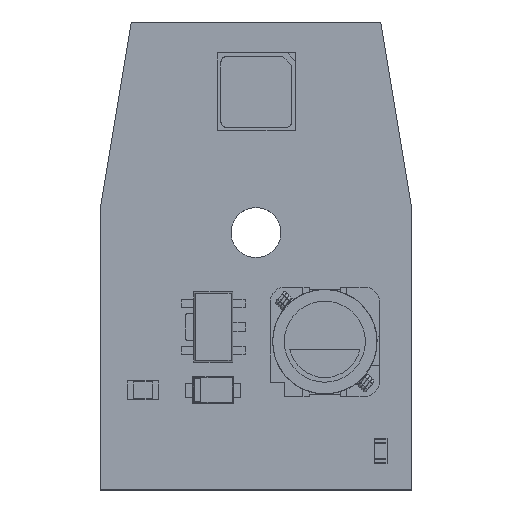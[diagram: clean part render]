
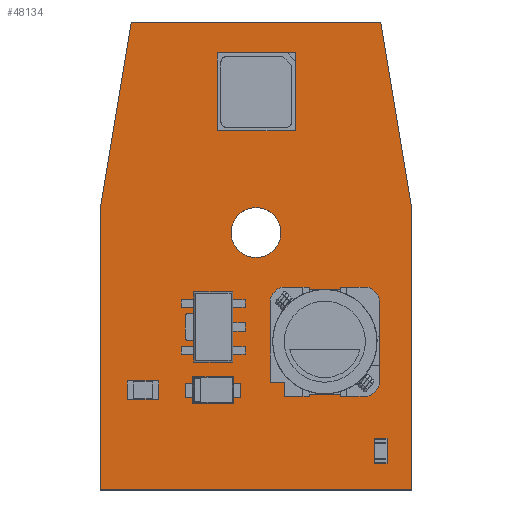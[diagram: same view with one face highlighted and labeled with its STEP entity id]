
A CAD part, top view. The second image highlights one B-rep face of the part: STEP entity #48134.
In plain terms, the highlighted planar face has unit normal (0, 0, 1).
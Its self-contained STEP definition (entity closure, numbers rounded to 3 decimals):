
#47756 = VERTEX_POINT('',#47757);
#47757 = CARTESIAN_POINT('',(122.,-55.,1.6));
#47764 = PLANE('',#47765);
#47765 = AXIS2_PLACEMENT_3D('',#47766,#47767,#47768);
#47766 = CARTESIAN_POINT('',(122.,-55.,0.));
#47767 = DIRECTION('',(1.,0.,-0.));
#47768 = DIRECTION('',(0.,-1.,0.));
#47776 = PLANE('',#47777);
#47777 = AXIS2_PLACEMENT_3D('',#47778,#47779,#47780);
#47778 = CARTESIAN_POINT('',(120.,-43.,0.));
#47779 = DIRECTION('',(0.986,0.164,-0.));
#47780 = DIRECTION('',(0.164,-0.986,0.));
#47788 = EDGE_CURVE('',#47756,#47789,#47791,.T.);
#47789 = VERTEX_POINT('',#47790);
#47790 = CARTESIAN_POINT('',(122.,-73.,1.6));
#47791 = SURFACE_CURVE('',#47792,(#47796,#47803),.PCURVE_S1.);
#47792 = LINE('',#47793,#47794);
#47793 = CARTESIAN_POINT('',(122.,-55.,1.6));
#47794 = VECTOR('',#47795,1.);
#47795 = DIRECTION('',(0.,-1.,0.));
#47796 = PCURVE('',#47764,#47797);
#47797 = DEFINITIONAL_REPRESENTATION('',(#47798),#47802);
#47798 = LINE('',#47799,#47800);
#47799 = CARTESIAN_POINT('',(0.,-1.6));
#47800 = VECTOR('',#47801,1.);
#47801 = DIRECTION('',(1.,0.));
#47802 = ( GEOMETRIC_REPRESENTATION_CONTEXT(2) 
PARAMETRIC_REPRESENTATION_CONTEXT() REPRESENTATION_CONTEXT('2D SPACE',''
  ) );
#47803 = PCURVE('',#47804,#47809);
#47804 = PLANE('',#47805);
#47805 = AXIS2_PLACEMENT_3D('',#47806,#47807,#47808);
#47806 = CARTESIAN_POINT('',(112.,-58.592,1.6));
#47807 = DIRECTION('',(-0.,-0.,-1.));
#47808 = DIRECTION('',(-1.,0.,0.));
#47809 = DEFINITIONAL_REPRESENTATION('',(#47810),#47814);
#47810 = LINE('',#47811,#47812);
#47811 = CARTESIAN_POINT('',(-10.,3.592));
#47812 = VECTOR('',#47813,1.);
#47813 = DIRECTION('',(0.,-1.));
#47814 = ( GEOMETRIC_REPRESENTATION_CONTEXT(2) 
PARAMETRIC_REPRESENTATION_CONTEXT() REPRESENTATION_CONTEXT('2D SPACE',''
  ) );
#47832 = PLANE('',#47833);
#47833 = AXIS2_PLACEMENT_3D('',#47834,#47835,#47836);
#47834 = CARTESIAN_POINT('',(122.,-73.,0.));
#47835 = DIRECTION('',(0.,-1.,0.));
#47836 = DIRECTION('',(-1.,0.,0.));
#47876 = VERTEX_POINT('',#47877);
#47877 = CARTESIAN_POINT('',(120.,-43.,1.6));
#47891 = PLANE('',#47892);
#47892 = AXIS2_PLACEMENT_3D('',#47893,#47894,#47895);
#47893 = CARTESIAN_POINT('',(104.,-43.,0.));
#47894 = DIRECTION('',(0.,1.,0.));
#47895 = DIRECTION('',(1.,0.,0.));
#47903 = EDGE_CURVE('',#47876,#47756,#47904,.T.);
#47904 = SURFACE_CURVE('',#47905,(#47909,#47916),.PCURVE_S1.);
#47905 = LINE('',#47906,#47907);
#47906 = CARTESIAN_POINT('',(120.,-43.,1.6));
#47907 = VECTOR('',#47908,1.);
#47908 = DIRECTION('',(0.164,-0.986,0.));
#47909 = PCURVE('',#47776,#47910);
#47910 = DEFINITIONAL_REPRESENTATION('',(#47911),#47915);
#47911 = LINE('',#47912,#47913);
#47912 = CARTESIAN_POINT('',(0.,-1.6));
#47913 = VECTOR('',#47914,1.);
#47914 = DIRECTION('',(1.,0.));
#47915 = ( GEOMETRIC_REPRESENTATION_CONTEXT(2) 
PARAMETRIC_REPRESENTATION_CONTEXT() REPRESENTATION_CONTEXT('2D SPACE',''
  ) );
#47916 = PCURVE('',#47804,#47917);
#47917 = DEFINITIONAL_REPRESENTATION('',(#47918),#47922);
#47918 = LINE('',#47919,#47920);
#47919 = CARTESIAN_POINT('',(-8.,15.592));
#47920 = VECTOR('',#47921,1.);
#47921 = DIRECTION('',(-0.164,-0.986));
#47922 = ( GEOMETRIC_REPRESENTATION_CONTEXT(2) 
PARAMETRIC_REPRESENTATION_CONTEXT() REPRESENTATION_CONTEXT('2D SPACE',''
  ) );
#47950 = EDGE_CURVE('',#47789,#47951,#47953,.T.);
#47951 = VERTEX_POINT('',#47952);
#47952 = CARTESIAN_POINT('',(102.,-73.,1.6));
#47953 = SURFACE_CURVE('',#47954,(#47958,#47965),.PCURVE_S1.);
#47954 = LINE('',#47955,#47956);
#47955 = CARTESIAN_POINT('',(122.,-73.,1.6));
#47956 = VECTOR('',#47957,1.);
#47957 = DIRECTION('',(-1.,0.,0.));
#47958 = PCURVE('',#47832,#47959);
#47959 = DEFINITIONAL_REPRESENTATION('',(#47960),#47964);
#47960 = LINE('',#47961,#47962);
#47961 = CARTESIAN_POINT('',(0.,-1.6));
#47962 = VECTOR('',#47963,1.);
#47963 = DIRECTION('',(1.,0.));
#47964 = ( GEOMETRIC_REPRESENTATION_CONTEXT(2) 
PARAMETRIC_REPRESENTATION_CONTEXT() REPRESENTATION_CONTEXT('2D SPACE',''
  ) );
#47965 = PCURVE('',#47804,#47966);
#47966 = DEFINITIONAL_REPRESENTATION('',(#47967),#47971);
#47967 = LINE('',#47968,#47969);
#47968 = CARTESIAN_POINT('',(-10.,-14.408));
#47969 = VECTOR('',#47970,1.);
#47970 = DIRECTION('',(1.,0.));
#47971 = ( GEOMETRIC_REPRESENTATION_CONTEXT(2) 
PARAMETRIC_REPRESENTATION_CONTEXT() REPRESENTATION_CONTEXT('2D SPACE',''
  ) );
#47989 = PLANE('',#47990);
#47990 = AXIS2_PLACEMENT_3D('',#47991,#47992,#47993);
#47991 = CARTESIAN_POINT('',(102.,-73.,0.));
#47992 = DIRECTION('',(-1.,0.,0.));
#47993 = DIRECTION('',(0.,1.,0.));
#48066 = PLANE('',#48067);
#48067 = AXIS2_PLACEMENT_3D('',#48068,#48069,#48070);
#48068 = CARTESIAN_POINT('',(102.,-55.,0.));
#48069 = DIRECTION('',(-0.986,0.164,0.));
#48070 = DIRECTION('',(0.164,0.986,0.));
#48123 = CYLINDRICAL_SURFACE('',#48124,1.6);
#48124 = AXIS2_PLACEMENT_3D('',#48125,#48126,#48127);
#48125 = CARTESIAN_POINT('',(112.,-56.5,0.));
#48126 = DIRECTION('',(0.,0.,1.));
#48127 = DIRECTION('',(1.,0.,-0.));
#48134 = ADVANCED_FACE('',(#48135,#48207),#47804,.F.);
#48135 = FACE_BOUND('',#48136,.F.);
#48136 = EDGE_LOOP('',(#48137,#48138,#48139,#48162,#48185,#48206));
#48137 = ORIENTED_EDGE('',*,*,#47788,.T.);
#48138 = ORIENTED_EDGE('',*,*,#47950,.T.);
#48139 = ORIENTED_EDGE('',*,*,#48140,.T.);
#48140 = EDGE_CURVE('',#47951,#48141,#48143,.T.);
#48141 = VERTEX_POINT('',#48142);
#48142 = CARTESIAN_POINT('',(102.,-55.,1.6));
#48143 = SURFACE_CURVE('',#48144,(#48148,#48155),.PCURVE_S1.);
#48144 = LINE('',#48145,#48146);
#48145 = CARTESIAN_POINT('',(102.,-73.,1.6));
#48146 = VECTOR('',#48147,1.);
#48147 = DIRECTION('',(0.,1.,0.));
#48148 = PCURVE('',#47804,#48149);
#48149 = DEFINITIONAL_REPRESENTATION('',(#48150),#48154);
#48150 = LINE('',#48151,#48152);
#48151 = CARTESIAN_POINT('',(10.,-14.408));
#48152 = VECTOR('',#48153,1.);
#48153 = DIRECTION('',(0.,1.));
#48154 = ( GEOMETRIC_REPRESENTATION_CONTEXT(2) 
PARAMETRIC_REPRESENTATION_CONTEXT() REPRESENTATION_CONTEXT('2D SPACE',''
  ) );
#48155 = PCURVE('',#47989,#48156);
#48156 = DEFINITIONAL_REPRESENTATION('',(#48157),#48161);
#48157 = LINE('',#48158,#48159);
#48158 = CARTESIAN_POINT('',(0.,-1.6));
#48159 = VECTOR('',#48160,1.);
#48160 = DIRECTION('',(1.,0.));
#48161 = ( GEOMETRIC_REPRESENTATION_CONTEXT(2) 
PARAMETRIC_REPRESENTATION_CONTEXT() REPRESENTATION_CONTEXT('2D SPACE',''
  ) );
#48162 = ORIENTED_EDGE('',*,*,#48163,.T.);
#48163 = EDGE_CURVE('',#48141,#48164,#48166,.T.);
#48164 = VERTEX_POINT('',#48165);
#48165 = CARTESIAN_POINT('',(104.,-43.,1.6));
#48166 = SURFACE_CURVE('',#48167,(#48171,#48178),.PCURVE_S1.);
#48167 = LINE('',#48168,#48169);
#48168 = CARTESIAN_POINT('',(102.,-55.,1.6));
#48169 = VECTOR('',#48170,1.);
#48170 = DIRECTION('',(0.164,0.986,0.));
#48171 = PCURVE('',#47804,#48172);
#48172 = DEFINITIONAL_REPRESENTATION('',(#48173),#48177);
#48173 = LINE('',#48174,#48175);
#48174 = CARTESIAN_POINT('',(10.,3.592));
#48175 = VECTOR('',#48176,1.);
#48176 = DIRECTION('',(-0.164,0.986));
#48177 = ( GEOMETRIC_REPRESENTATION_CONTEXT(2) 
PARAMETRIC_REPRESENTATION_CONTEXT() REPRESENTATION_CONTEXT('2D SPACE',''
  ) );
#48178 = PCURVE('',#48066,#48179);
#48179 = DEFINITIONAL_REPRESENTATION('',(#48180),#48184);
#48180 = LINE('',#48181,#48182);
#48181 = CARTESIAN_POINT('',(0.,-1.6));
#48182 = VECTOR('',#48183,1.);
#48183 = DIRECTION('',(1.,0.));
#48184 = ( GEOMETRIC_REPRESENTATION_CONTEXT(2) 
PARAMETRIC_REPRESENTATION_CONTEXT() REPRESENTATION_CONTEXT('2D SPACE',''
  ) );
#48185 = ORIENTED_EDGE('',*,*,#48186,.T.);
#48186 = EDGE_CURVE('',#48164,#47876,#48187,.T.);
#48187 = SURFACE_CURVE('',#48188,(#48192,#48199),.PCURVE_S1.);
#48188 = LINE('',#48189,#48190);
#48189 = CARTESIAN_POINT('',(104.,-43.,1.6));
#48190 = VECTOR('',#48191,1.);
#48191 = DIRECTION('',(1.,0.,0.));
#48192 = PCURVE('',#47804,#48193);
#48193 = DEFINITIONAL_REPRESENTATION('',(#48194),#48198);
#48194 = LINE('',#48195,#48196);
#48195 = CARTESIAN_POINT('',(8.,15.592));
#48196 = VECTOR('',#48197,1.);
#48197 = DIRECTION('',(-1.,0.));
#48198 = ( GEOMETRIC_REPRESENTATION_CONTEXT(2) 
PARAMETRIC_REPRESENTATION_CONTEXT() REPRESENTATION_CONTEXT('2D SPACE',''
  ) );
#48199 = PCURVE('',#47891,#48200);
#48200 = DEFINITIONAL_REPRESENTATION('',(#48201),#48205);
#48201 = LINE('',#48202,#48203);
#48202 = CARTESIAN_POINT('',(0.,-1.6));
#48203 = VECTOR('',#48204,1.);
#48204 = DIRECTION('',(1.,0.));
#48205 = ( GEOMETRIC_REPRESENTATION_CONTEXT(2) 
PARAMETRIC_REPRESENTATION_CONTEXT() REPRESENTATION_CONTEXT('2D SPACE',''
  ) );
#48206 = ORIENTED_EDGE('',*,*,#47903,.T.);
#48207 = FACE_BOUND('',#48208,.F.);
#48208 = EDGE_LOOP('',(#48209));
#48209 = ORIENTED_EDGE('',*,*,#48210,.T.);
#48210 = EDGE_CURVE('',#48211,#48211,#48213,.T.);
#48211 = VERTEX_POINT('',#48212);
#48212 = CARTESIAN_POINT('',(113.6,-56.5,1.6));
#48213 = SURFACE_CURVE('',#48214,(#48219,#48230),.PCURVE_S1.);
#48214 = CIRCLE('',#48215,1.6);
#48215 = AXIS2_PLACEMENT_3D('',#48216,#48217,#48218);
#48216 = CARTESIAN_POINT('',(112.,-56.5,1.6));
#48217 = DIRECTION('',(0.,0.,1.));
#48218 = DIRECTION('',(1.,0.,-0.));
#48219 = PCURVE('',#47804,#48220);
#48220 = DEFINITIONAL_REPRESENTATION('',(#48221),#48229);
#48221 = ( BOUNDED_CURVE() B_SPLINE_CURVE(2,(#48222,#48223,#48224,#48225
    ,#48226,#48227,#48228),.UNSPECIFIED.,.T.,.F.) 
B_SPLINE_CURVE_WITH_KNOTS((1,2,2,2,2,1),(-2.094,0.,
    2.094,4.189,6.283,8.378),
.UNSPECIFIED.) CURVE() GEOMETRIC_REPRESENTATION_ITEM() 
RATIONAL_B_SPLINE_CURVE((1.,0.5,1.,0.5,1.,0.5,1.)) REPRESENTATION_ITEM(
  '') );
#48222 = CARTESIAN_POINT('',(-1.6,2.092));
#48223 = CARTESIAN_POINT('',(-1.6,4.863));
#48224 = CARTESIAN_POINT('',(0.8,3.478));
#48225 = CARTESIAN_POINT('',(3.2,2.092));
#48226 = CARTESIAN_POINT('',(0.8,0.706));
#48227 = CARTESIAN_POINT('',(-1.6,-0.679));
#48228 = CARTESIAN_POINT('',(-1.6,2.092));
#48229 = ( GEOMETRIC_REPRESENTATION_CONTEXT(2) 
PARAMETRIC_REPRESENTATION_CONTEXT() REPRESENTATION_CONTEXT('2D SPACE',''
  ) );
#48230 = PCURVE('',#48123,#48231);
#48231 = DEFINITIONAL_REPRESENTATION('',(#48232),#48236);
#48232 = LINE('',#48233,#48234);
#48233 = CARTESIAN_POINT('',(0.,1.6));
#48234 = VECTOR('',#48235,1.);
#48235 = DIRECTION('',(1.,0.));
#48236 = ( GEOMETRIC_REPRESENTATION_CONTEXT(2) 
PARAMETRIC_REPRESENTATION_CONTEXT() REPRESENTATION_CONTEXT('2D SPACE',''
  ) );
